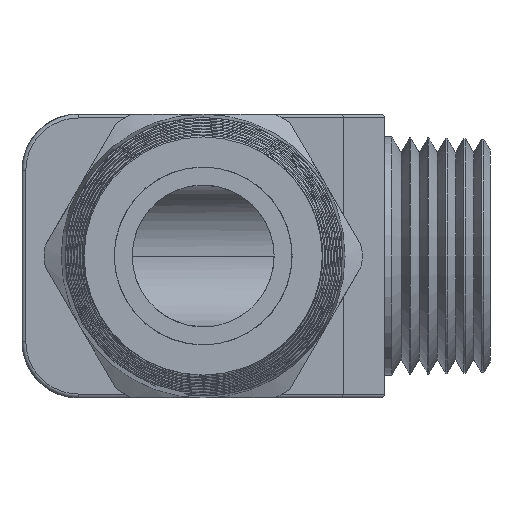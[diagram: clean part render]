
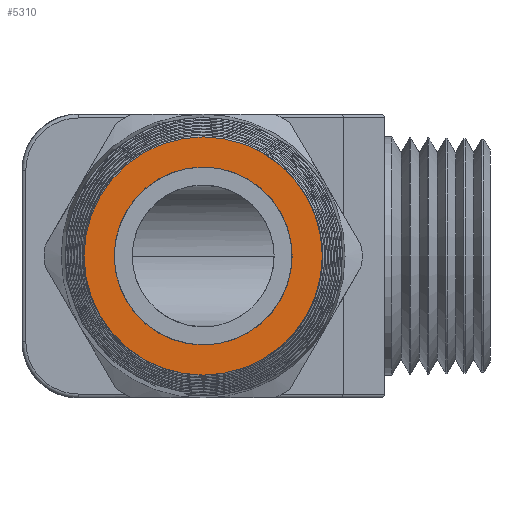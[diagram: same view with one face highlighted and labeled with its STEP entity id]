
A CAD part, left-side view. The second image highlights one B-rep face of the part: STEP entity #5310.
In plain terms, the highlighted planar face has unit normal (-1, 0, 0).
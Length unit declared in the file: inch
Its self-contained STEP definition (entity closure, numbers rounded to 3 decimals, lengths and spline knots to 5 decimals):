
#1501 = DIRECTION ( 'NONE',  ( 0., 0., 1. ) ) ;
#1508 = AXIS2_PLACEMENT_3D ( 'NONE', #1531, #1532, #1501 ) ;
#1509 = CIRCLE ( 'NONE', #1508, 0.3946 ) ;
#1531 = CARTESIAN_POINT ( 'NONE',  ( -3.112, 0., 0. ) ) ;
#1532 = DIRECTION ( 'NONE',  ( -1., 0., 0. ) ) ;
#2076 = DIRECTION ( 'NONE',  ( 0., 0., 1. ) ) ;
#2077 = DIRECTION ( 'NONE',  ( -1., 0., 0. ) ) ;
#2078 = AXIS2_PLACEMENT_3D ( 'NONE', #2085, #2077, #2076 ) ;
#2079 = CIRCLE ( 'NONE', #2078, 0.2946 ) ;
#2085 = CARTESIAN_POINT ( 'NONE',  ( -3.112, 0., 0. ) ) ;
#2244 = CARTESIAN_POINT ( 'NONE',  ( -3.112, 0., -0.3946 ) ) ;
#2245 = CARTESIAN_POINT ( 'NONE',  ( -3.112, 0., 0.3946 ) ) ;
#2246 = DIRECTION ( 'NONE',  ( 0., 0., 1. ) ) ;
#2247 = DIRECTION ( 'NONE',  ( -1., 0., 0. ) ) ;
#2248 = CARTESIAN_POINT ( 'NONE',  ( -3.112, 0., 0. ) ) ;
#2249 = AXIS2_PLACEMENT_3D ( 'NONE', #2248, #2247, #2246 ) ;
#2250 = CIRCLE ( 'NONE', #2249, 0.3946 ) ;
#2265 = DIRECTION ( 'NONE',  ( 0., 0., 1. ) ) ;
#2266 = DIRECTION ( 'NONE',  ( -1., 0., 0. ) ) ;
#2267 = AXIS2_PLACEMENT_3D ( 'NONE', #2274, #2266, #2265 ) ;
#2268 = CIRCLE ( 'NONE', #2267, 0.2946 ) ;
#2274 = CARTESIAN_POINT ( 'NONE',  ( -3.112, 0., 0. ) ) ;
#2969 = VERTEX_POINT ( 'NONE', #8590 ) ;
#2971 = VERTEX_POINT ( 'NONE', #8598 ) ;
#5310 = ADVANCED_FACE ( 'NONE', ( #10146, #10145 ), #10126, .T. ) ;
#5312 = EDGE_LOOP ( 'NONE', ( #5314, #5432 ) ) ;
#5314 = ORIENTED_EDGE ( 'NONE', *, *, #5431, .T. ) ;
#5431 = EDGE_CURVE ( 'NONE', #5562, #5561, #1509, .T. ) ;
#5432 = ORIENTED_EDGE ( 'NONE', *, *, #5560, .T. ) ;
#5434 = EDGE_LOOP ( 'NONE', ( #5436, #5586 ) ) ;
#5436 = ORIENTED_EDGE ( 'NONE', *, *, #5460, .F. ) ;
#5460 = EDGE_CURVE ( 'NONE', #2969, #2971, #2079, .T. ) ;
#5560 = EDGE_CURVE ( 'NONE', #5561, #5562, #2250, .T. ) ;
#5561 = VERTEX_POINT ( 'NONE', #2245 ) ;
#5562 = VERTEX_POINT ( 'NONE', #2244 ) ;
#5586 = ORIENTED_EDGE ( 'NONE', *, *, #5587, .F. ) ;
#5587 = EDGE_CURVE ( 'NONE', #2971, #2969, #2268, .T. ) ;
#8590 = CARTESIAN_POINT ( 'NONE',  ( -3.112, 0., -0.2946 ) ) ;
#8598 = CARTESIAN_POINT ( 'NONE',  ( -3.112, 0., 0.2946 ) ) ;
#10122 = DIRECTION ( 'NONE',  ( 0., 0., 1. ) ) ;
#10123 = DIRECTION ( 'NONE',  ( -1., 0., 0. ) ) ;
#10124 = CARTESIAN_POINT ( 'NONE',  ( -3.112, 0., 0. ) ) ;
#10125 = AXIS2_PLACEMENT_3D ( 'NONE', #10124, #10123, #10122 ) ;
#10126 = PLANE ( 'NONE',  #10125 ) ;
#10145 = FACE_BOUND ( 'NONE', #5434, .T. ) ;
#10146 = FACE_OUTER_BOUND ( 'NONE', #5312, .T. ) ;
